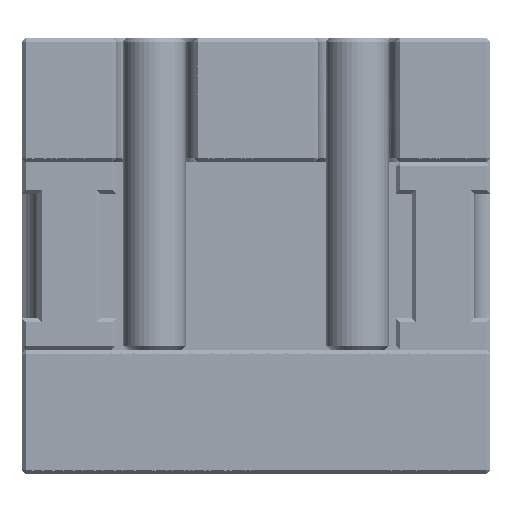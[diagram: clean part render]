
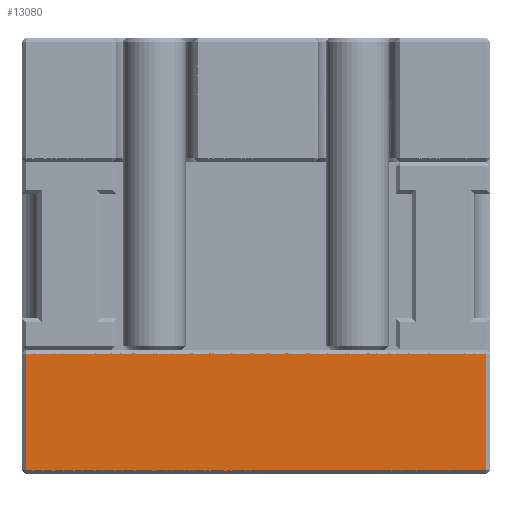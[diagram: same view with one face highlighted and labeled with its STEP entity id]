
A CAD part, front view. The second image highlights one B-rep face of the part: STEP entity #13080.
In plain terms, the highlighted planar face has unit normal (0, -1, 0).
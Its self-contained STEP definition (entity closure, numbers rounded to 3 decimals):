
#1869=PLANE('',#13985);
#2094=FACE_OUTER_BOUND('',#2883,.T.);
#2883=EDGE_LOOP('',(#9220,#9221,#9222,#9223));
#3658=LINE('',#17606,#4445);
#3785=LINE('',#17878,#4572);
#3786=LINE('',#17880,#4573);
#3798=LINE('',#17904,#4585);
#4445=VECTOR('',#14933,10.);
#4572=VECTOR('',#15196,10.);
#4573=VECTOR('',#15199,10.);
#4585=VECTOR('',#15229,10.);
#5421=VERTEX_POINT('',#17584);
#5423=VERTEX_POINT('',#17592);
#5425=VERTEX_POINT('',#17598);
#5437=VERTEX_POINT('',#17632);
#6778=EDGE_CURVE('',#5425,#5421,#3658,.T.);
#6915=EDGE_CURVE('',#5423,#5437,#3785,.T.);
#6916=EDGE_CURVE('',#5437,#5425,#3786,.T.);
#6929=EDGE_CURVE('',#5421,#5423,#3798,.T.);
#9220=ORIENTED_EDGE('',*,*,#6915,.F.);
#9221=ORIENTED_EDGE('',*,*,#6929,.F.);
#9222=ORIENTED_EDGE('',*,*,#6778,.F.);
#9223=ORIENTED_EDGE('',*,*,#6916,.F.);
#13080=ADVANCED_FACE('',(#2094),#1869,.F.);
#13985=AXIS2_PLACEMENT_3D('',#17935,#15273,#15274);
#14933=DIRECTION('',(0.,0.,-1.));
#15196=DIRECTION('',(0.,0.,1.));
#15199=DIRECTION('',(1.,0.,0.));
#15229=DIRECTION('',(-1.,0.,0.));
#15273=DIRECTION('center_axis',(0.,1.,0.));
#15274=DIRECTION('ref_axis',(1.,0.,0.));
#17584=CARTESIAN_POINT('',(29.75,0.,-27.75));
#17592=CARTESIAN_POINT('',(0.25,0.,-27.75));
#17598=CARTESIAN_POINT('',(29.75,0.,-20.25));
#17606=CARTESIAN_POINT('',(29.75,0.,-7.));
#17632=CARTESIAN_POINT('',(0.25,0.,-20.25));
#17878=CARTESIAN_POINT('',(0.25,0.,-21.));
#17880=CARTESIAN_POINT('',(22.5,0.,-20.25));
#17904=CARTESIAN_POINT('',(22.5,0.,-27.75));
#17935=CARTESIAN_POINT('Origin',(15.,0.,-14.));
